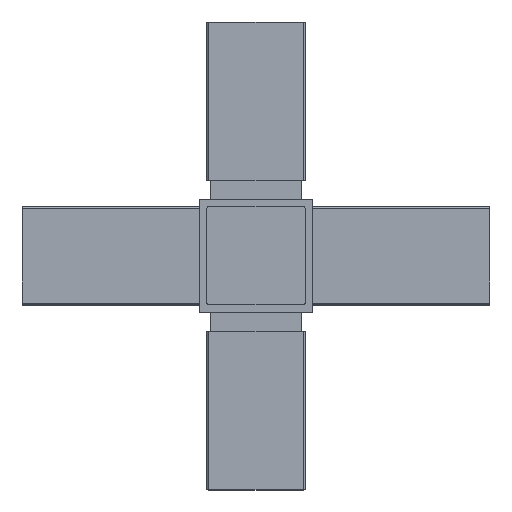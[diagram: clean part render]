
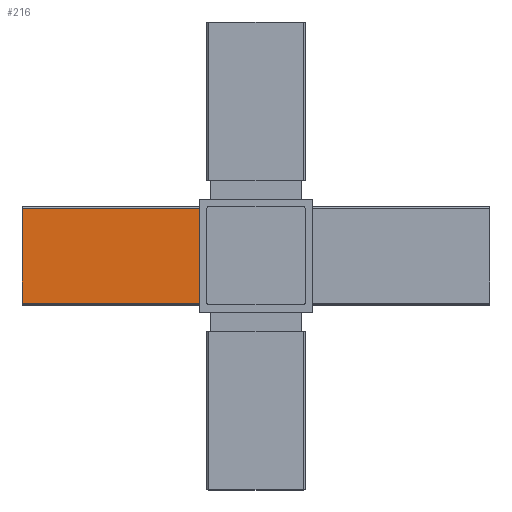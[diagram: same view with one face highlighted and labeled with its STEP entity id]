
A CAD part, top view. The second image highlights one B-rep face of the part: STEP entity #216.
In plain terms, the highlighted planar face has unit normal (0, 0, 1).
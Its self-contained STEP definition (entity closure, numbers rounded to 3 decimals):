
#216 = ADVANCED_FACE( '', ( #455 ), #456, .F. );
#455 = FACE_OUTER_BOUND( '', #712, .T. );
#456 = PLANE( '', #713 );
#712 = EDGE_LOOP( '', ( #1297, #1298, #1299, #1300 ) );
#713 = AXIS2_PLACEMENT_3D( '', #1301, #1302, #1303 );
#1297 = ORIENTED_EDGE( '', *, *, #1732, .F. );
#1298 = ORIENTED_EDGE( '', *, *, #1763, .T. );
#1299 = ORIENTED_EDGE( '', *, *, #1707, .T. );
#1300 = ORIENTED_EDGE( '', *, *, #1585, .T. );
#1301 = CARTESIAN_POINT( '', ( 62., 12.5, 13. ) );
#1302 = DIRECTION( '', ( 0., 0., -1. ) );
#1303 = DIRECTION( '', ( -1., 0., 0. ) );
#1585 = EDGE_CURVE( '', #1921, #1922, #1923, .T. );
#1707 = EDGE_CURVE( '', #2111, #1921, #2112, .T. );
#1732 = EDGE_CURVE( '', #2143, #1922, #2145, .T. );
#1763 = EDGE_CURVE( '', #2143, #2111, #2183, .T. );
#1921 = VERTEX_POINT( '', #2377 );
#1922 = VERTEX_POINT( '', #2378 );
#1923 = LINE( '', #2379, #2380 );
#2111 = VERTEX_POINT( '', #2643 );
#2112 = LINE( '', #2644, #2645 );
#2143 = VERTEX_POINT( '', #2690 );
#2145 = LINE( '', #2692, #2693 );
#2183 = LINE( '', #2745, #2746 );
#2377 = CARTESIAN_POINT( '', ( -62., 12.5, 13. ) );
#2378 = CARTESIAN_POINT( '', ( -62., -12.5, 13. ) );
#2379 = CARTESIAN_POINT( '', ( -62., 12.5, 13. ) );
#2380 = VECTOR( '', #2892, 1000. );
#2643 = CARTESIAN_POINT( '', ( -15., 12.5, 13. ) );
#2644 = CARTESIAN_POINT( '', ( 62., 12.5, 13. ) );
#2645 = VECTOR( '', #3028, 1000. );
#2690 = CARTESIAN_POINT( '', ( -15., -12.5, 13. ) );
#2692 = CARTESIAN_POINT( '', ( 62., -12.5, 13. ) );
#2693 = VECTOR( '', #3049, 1000. );
#2745 = CARTESIAN_POINT( '', ( -15., 15., 13. ) );
#2746 = VECTOR( '', #3082, 1000. );
#2892 = DIRECTION( '', ( 0., -1., 0. ) );
#3028 = DIRECTION( '', ( -1., 0., 0. ) );
#3049 = DIRECTION( '', ( -1., 0., 0. ) );
#3082 = DIRECTION( '', ( 0., 1., 0. ) );
